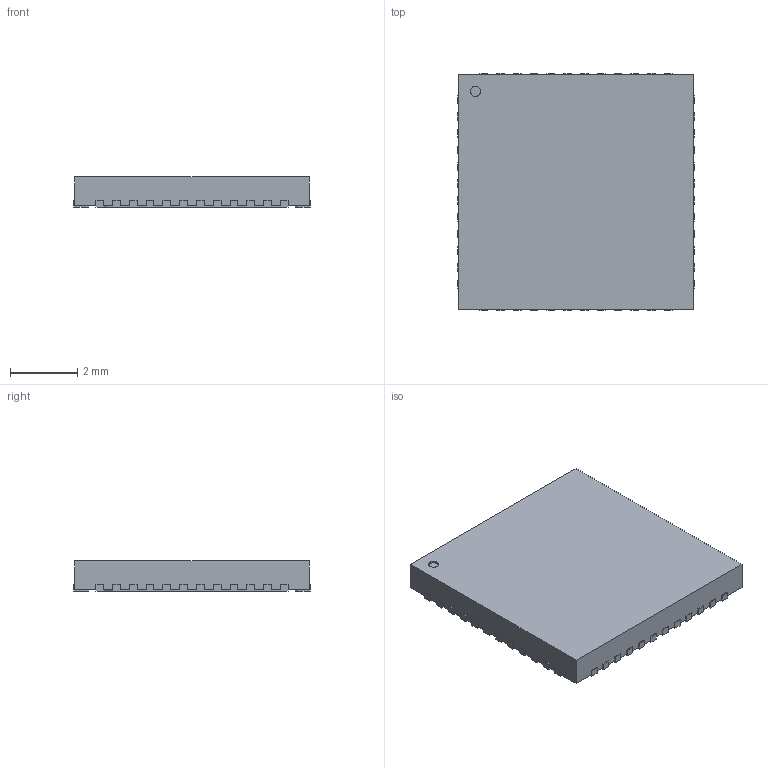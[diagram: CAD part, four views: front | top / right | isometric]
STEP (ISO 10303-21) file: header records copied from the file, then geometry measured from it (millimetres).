
FILE_DESCRIPTION (( 'STEP AP214' ), '1' );
FILE_NAME ('User Library-QFN48-2.STEP', '2021-02-27T23:09:35', ( '' ), ( '' ), 'SwSTEP 2.0', 'SolidWorks 2020', '' );
FILE_SCHEMA (( 'AUTOMOTIVE_DESIGN' ));
Length unit declared in the file: millimetre
Products named in the file (1): User Library-QFN48-2
Bounding box: 7.05 x 7.05 x 0.9 mm (x, y, z)
Volume: 43.3 mm3; surface area: 127 mm2
Topology: 1 solids, 1 shells, 402 faces, 1194 edges, 796 vertices
Faces by surface type: plane 309, cylinder 93
Entity records: 13497 total; most frequent: CARTESIAN_POINT 2393, ORIENTED_EDGE 2388, DIRECTION 2186, EDGE_CURVE 1194, LINE 1008, VECTOR 1008, VERTEX_POINT 796, AXIS2_PLACEMENT_3D 589
